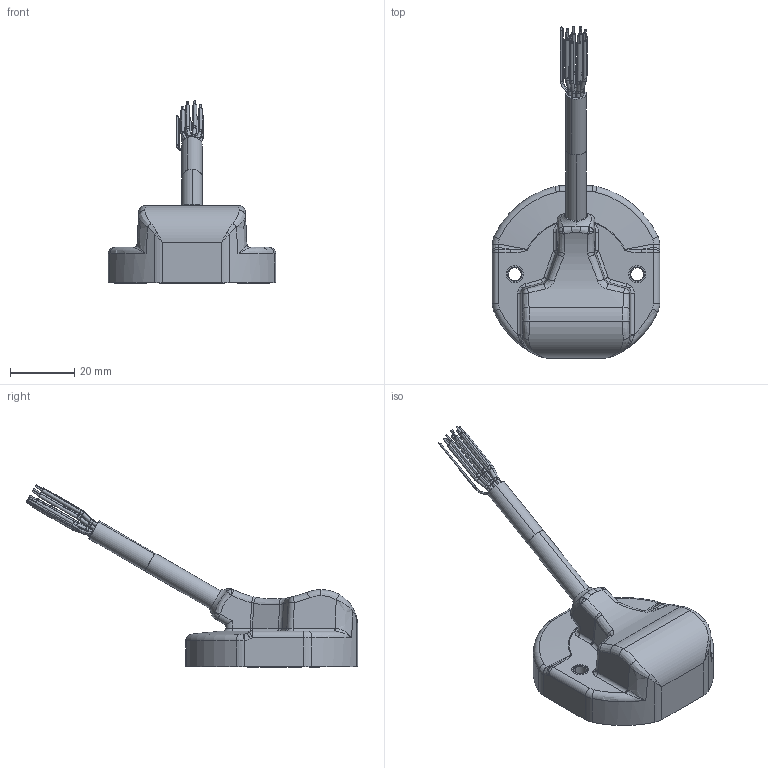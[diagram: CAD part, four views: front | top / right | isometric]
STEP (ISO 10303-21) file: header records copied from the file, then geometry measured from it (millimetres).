
FILE_DESCRIPTION (( 'STEP AP203' ), '1' );
FILE_NAME ('M087_TCW4.STEP', '2018-10-05T14:02:34', ( '' ), ( '' ), 'SwSTEP 2.0', 'SolidWorks 2016', '' );
FILE_SCHEMA (( 'CONFIG_CONTROL_DESIGN' ));
Length unit declared in the file: millimetre
Products named in the file (1): M087_TCW4
Bounding box: 52 x 102.96 x 56.69 mm (x, y, z)
Surface area: 9849.2 mm2 (no closed solid volume)
Topology: 0 solids, 6 shells, 426 faces, 1217 edges, 782 vertices
Faces by surface type: cylinder 132, bspline 120, plane 100, torus 41, sphere 18, cone 15
Entity records: 17950 total; most frequent: CARTESIAN_POINT 7613, ORIENTED_EDGE 2174, DIRECTION 1969, EDGE_CURVE 1213, VERTEX_POINT 782, AXIS2_PLACEMENT_3D 740, LINE 489, VECTOR 489
